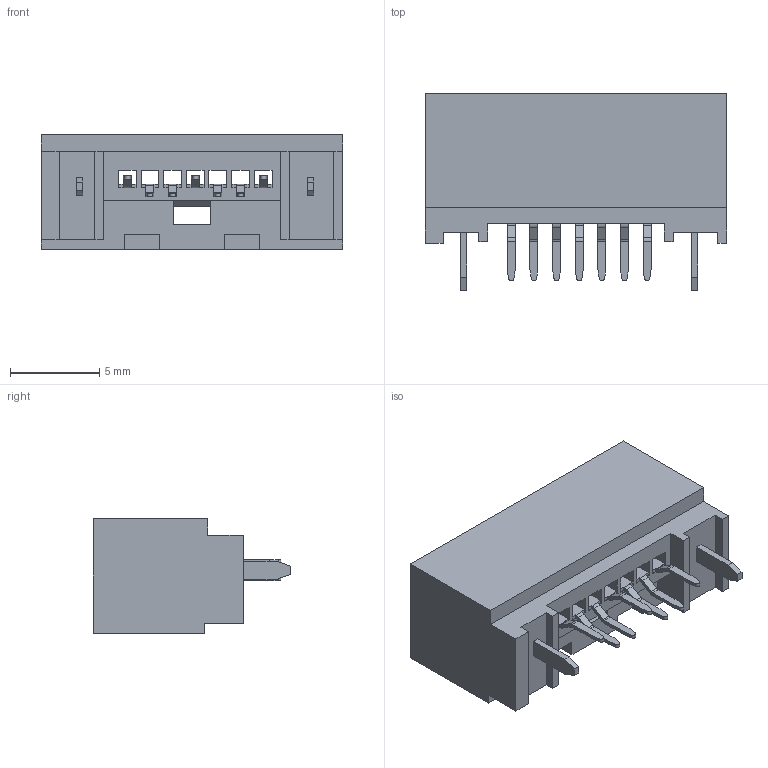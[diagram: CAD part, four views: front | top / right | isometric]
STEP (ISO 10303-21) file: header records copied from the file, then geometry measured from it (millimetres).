
FILE_DESCRIPTION (( 'STEP AP203' ), '1' );
FILE_NAME ('SATA Molex SD-47155-004 (Single Part).STEP', '2015-04-11T20:19:36', ( '' ), ( '' ), 'SwSTEP 2.0', 'SolidWorks 2013', '' );
FILE_SCHEMA (( 'CONFIG_CONTROL_DESIGN' ));
Length unit declared in the file: millimetre
Products named in the file (1): SATA Molex SD-47155-004 (Single Part)
Bounding box: 16.9 x 11.05 x 6.45 mm (x, y, z)
Volume: 469.6 mm3; surface area: 1013.1 mm2
Topology: 1 solids, 1 shells, 246 faces, 709 edges, 458 vertices
Faces by surface type: plane 211, cylinder 35
Entity records: 8028 total; most frequent: ORIENTED_EDGE 1418, CARTESIAN_POINT 1414, DIRECTION 1273, EDGE_CURVE 709, LINE 639, VECTOR 639, VERTEX_POINT 458, AXIS2_PLACEMENT_3D 317
